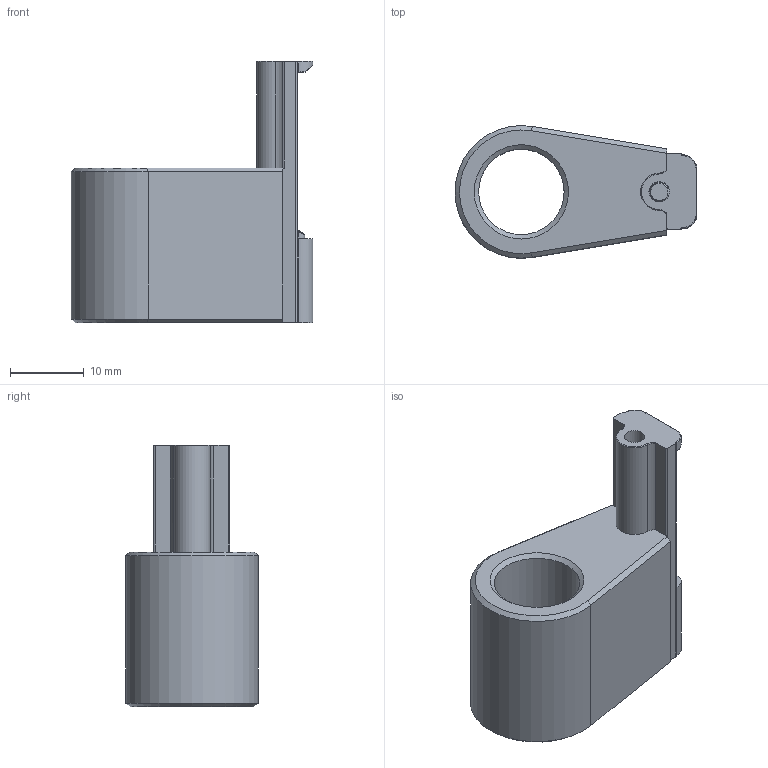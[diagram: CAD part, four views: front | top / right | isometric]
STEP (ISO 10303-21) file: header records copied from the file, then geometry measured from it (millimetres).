
FILE_DESCRIPTION(/* description */ (''),/* implementation_level */ '2;1');
FILE_NAME(/* name */ 'a1_mini_roland_holder v7.step',/* time_stamp */ '2025-10-07T08:44:51-07:00',/* author */ (''),/* organization */ (''),/* preprocessor_version */ 'ST-DEVELOPER v20.1',/* originating_system */ 'Autodesk Translation Framework v14.17.0.0',/* authorisation */ '');
FILE_SCHEMA (('AUTOMOTIVE_DESIGN { 1 0 10303 214 3 1 1 }'));
Length unit declared in the file: millimetre
Products named in the file (2): a1 mini nozzle; 91290A171_Alloy Steel Socket Head Screw
Assembly tree (1 placements, depth 2):
  a1 mini nozzle
    91290A171_Alloy Steel Socket Head Screw
Bounding box: 32.83 x 18 x 35.5 mm (x, y, z)
Volume: 7771.7 mm3; surface area: 4532 mm2
Topology: 2 solids, 2 shells, 718 faces, 2082 edges, 1371 vertices
Faces by surface type: cylinder 315, plane 202, torus 175, bspline 14, cone 10, sphere 2
Full cylindrical faces by diameter (mm): 2.35 x59, 2.78 x1, 3 x58, 5.35 x1, 6 x1, 11.6 x1
Entity records: 32415 total; most frequent: CARTESIAN_POINT 14272, ORIENTED_EDGE 4164, DIRECTION 3763, EDGE_CURVE 2082, AXIS2_PLACEMENT_3D 1594, VERTEX_POINT 1371, EDGE_LOOP 725, FACE_OUTER_BOUND 718
